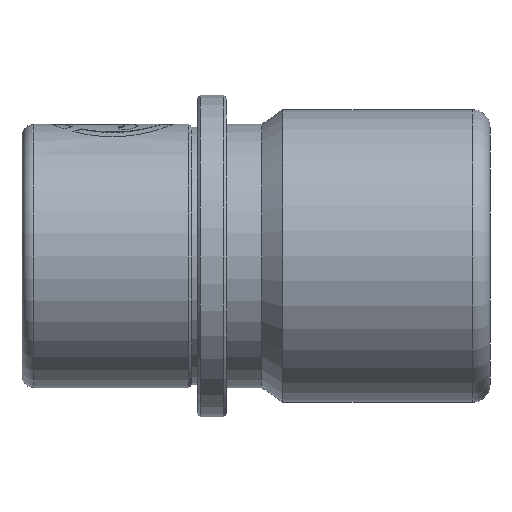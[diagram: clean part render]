
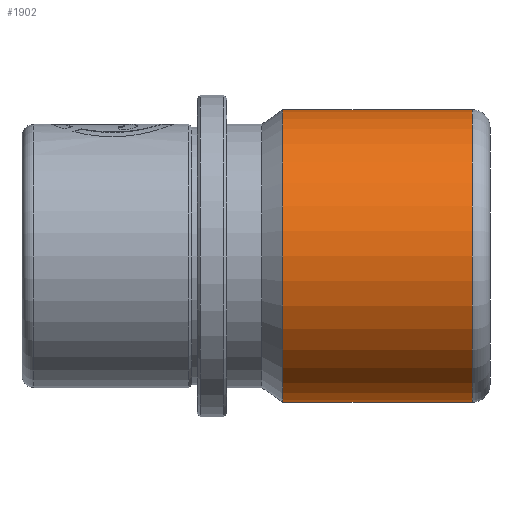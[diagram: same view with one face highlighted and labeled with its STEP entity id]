
A CAD part, left-side view. The second image highlights one B-rep face of the part: STEP entity #1902.
In plain terms, the highlighted cylindrical face has radius 25 mm (diameter 50 mm), a partial arc.
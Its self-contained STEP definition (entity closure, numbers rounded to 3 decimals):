
#7 = ORIENTED_EDGE ( 'NONE', *, *, #1679, .F. ) ;
#14 = AXIS2_PLACEMENT_3D ( 'NONE', #2326, #1591, #2544 ) ;
#33 = CARTESIAN_POINT ( 'NONE',  ( 3.5, -65.308, -25. ) ) ;
#119 = AXIS2_PLACEMENT_3D ( 'NONE', #2788, #2758, #1307 ) ;
#390 = VERTEX_POINT ( 'NONE', #33 ) ;
#467 = ORIENTED_EDGE ( 'NONE', *, *, #1429, .F. ) ;
#623 = FACE_OUTER_BOUND ( 'NONE', #2119, .T. ) ;
#744 = CARTESIAN_POINT ( 'NONE',  ( 3.5, -32.878, -25. ) ) ;
#809 = DIRECTION ( 'NONE',  ( 0., -1., 0. ) ) ;
#873 = VERTEX_POINT ( 'NONE', #1064 ) ;
#929 = CARTESIAN_POINT ( 'NONE',  ( 3.5, 0., 0. ) ) ;
#1047 = VERTEX_POINT ( 'NONE', #2741 ) ;
#1064 = CARTESIAN_POINT ( 'NONE',  ( 3.5, -65.308, 25. ) ) ;
#1103 = CYLINDRICAL_SURFACE ( 'NONE', #1758, 25. ) ;
#1264 = EDGE_CURVE ( 'NONE', #1047, #2238, #1784, .T. ) ;
#1307 = DIRECTION ( 'NONE',  ( 0., 0., -1. ) ) ;
#1429 = EDGE_CURVE ( 'NONE', #1047, #873, #3125, .T. ) ;
#1483 = ORIENTED_EDGE ( 'NONE', *, *, #1983, .T. ) ;
#1591 = DIRECTION ( 'NONE',  ( 0., -1., 0. ) ) ;
#1679 = EDGE_CURVE ( 'NONE', #873, #390, #2887, .T. ) ;
#1758 = AXIS2_PLACEMENT_3D ( 'NONE', #929, #2185, #1990 ) ;
#1784 = CIRCLE ( 'NONE', #119, 25. ) ;
#1902 = ADVANCED_FACE ( 'NONE', ( #623 ), #1103, .T. ) ;
#1947 = VECTOR ( 'NONE', #2461, 1000. ) ;
#1983 = EDGE_CURVE ( 'NONE', #2238, #390, #2195, .T. ) ;
#1990 = DIRECTION ( 'NONE',  ( 0., 0., -1. ) ) ;
#2119 = EDGE_LOOP ( 'NONE', ( #467, #2906, #1483, #7 ) ) ;
#2185 = DIRECTION ( 'NONE',  ( 0., -1., 0. ) ) ;
#2192 = CARTESIAN_POINT ( 'NONE',  ( 3.5, 0., 25. ) ) ;
#2195 = LINE ( 'NONE', #2722, #2980 ) ;
#2238 = VERTEX_POINT ( 'NONE', #744 ) ;
#2326 = CARTESIAN_POINT ( 'NONE',  ( 3.5, -65.308, 0. ) ) ;
#2461 = DIRECTION ( 'NONE',  ( 0., -1., 0. ) ) ;
#2544 = DIRECTION ( 'NONE',  ( 0., 0., -1. ) ) ;
#2722 = CARTESIAN_POINT ( 'NONE',  ( 3.5, 0., -25. ) ) ;
#2741 = CARTESIAN_POINT ( 'NONE',  ( 3.5, -32.878, 25. ) ) ;
#2758 = DIRECTION ( 'NONE',  ( 0., -1., 0. ) ) ;
#2788 = CARTESIAN_POINT ( 'NONE',  ( 3.5, -32.878, 0. ) ) ;
#2887 = CIRCLE ( 'NONE', #14, 25. ) ;
#2906 = ORIENTED_EDGE ( 'NONE', *, *, #1264, .T. ) ;
#2980 = VECTOR ( 'NONE', #809, 1000. ) ;
#3125 = LINE ( 'NONE', #2192, #1947 ) ;
